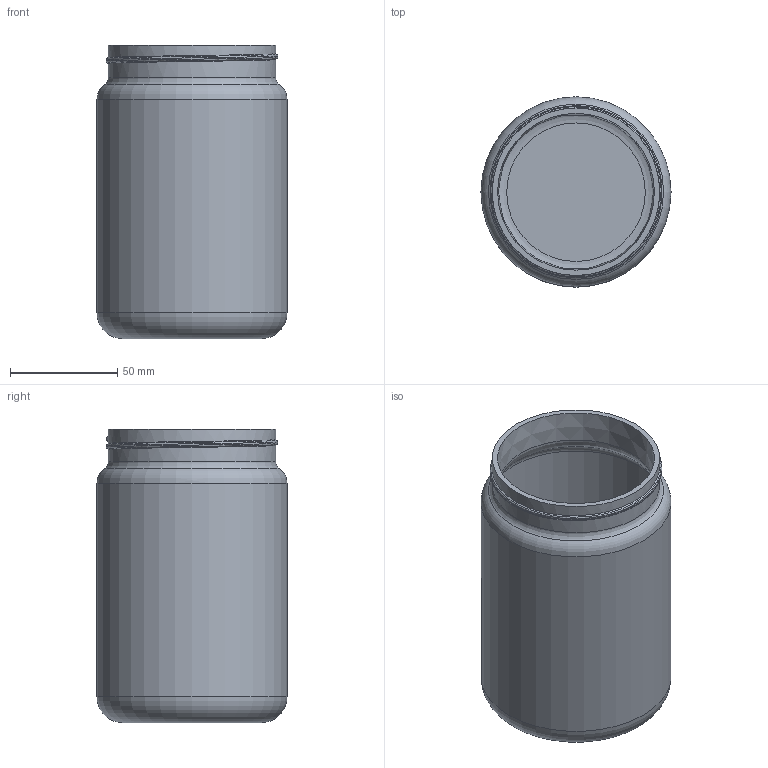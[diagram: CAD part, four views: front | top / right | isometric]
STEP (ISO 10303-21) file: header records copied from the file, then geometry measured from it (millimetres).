
FILE_DESCRIPTION(/* description */ ('','CAx-IF Rec.Pracs.---Representation and Presentation of Product Manufacturing Information (PMI)---4.0---2014-10-13'),/* implementation_level */ '2;1');
FILE_NAME(/* name */ 'Jar_REV1.stp',/* time_stamp */ '2025-08-16T10:09:26+02:00',/* author */ ('Capturing Dust'),/* organization */ ('Makerr.Studio'),/* preprocessor_version */ 'ST-DEVELOPER v18.1',/* originating_system */ 'Autodesk Inventor 2021',/* authorisation */ '');
FILE_SCHEMA (('AP242_MANAGED_MODEL_BASED_3D_ENGINEERING_MIM_LF { 1 0 10303 442 1 1 4 }'));
Length unit declared in the file: millimetre
Products named in the file (1): Jar_REV1
Bounding box: 88.5 x 88.5 x 136.5 mm (x, y, z)
Volume: 121282.6 mm3; surface area: 81960.7 mm2
Topology: 1 solids, 1 shells, 31 faces, 64 edges, 36 vertices
Faces by surface type: bspline 8, cylinder 7, torus 6, plane 5, sphere 4, cone 1
Full cylindrical faces by diameter (mm): 78 x1, 82.5 x1, 88.5 x1
Entity records: 1371 total; most frequent: CARTESIAN_POINT 722, ORIENTED_EDGE 128, DIRECTION 120, EDGE_CURVE 64, AXIS2_PLACEMENT_3D 54, VERTEX_POINT 36, EDGE_LOOP 32, FACE_OUTER_BOUND 31
